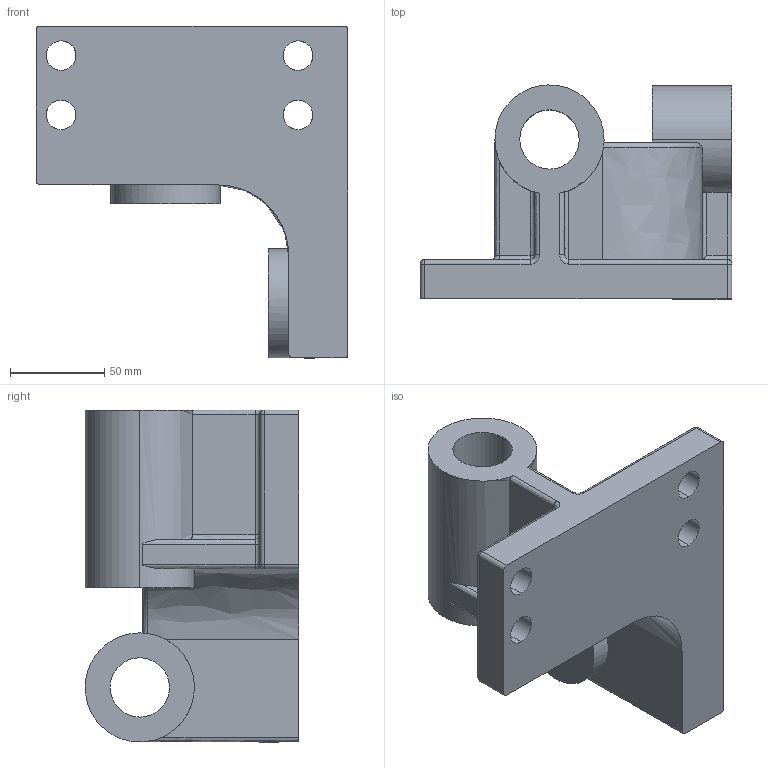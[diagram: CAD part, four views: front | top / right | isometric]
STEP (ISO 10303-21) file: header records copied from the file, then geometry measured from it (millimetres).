
FILE_DESCRIPTION(('FreeCAD Model'),'2;1');
FILE_NAME('Open CASCADE Shape Model','2025-05-09T07:51:36',('FreeCAD'),( 'FreeCAD'),'Open CASCADE STEP processor 7.6','FreeCAD','Unknown');
FILE_SCHEMA(('AUTOMOTIVE_DESIGN { 1 0 10303 214 1 1 1 1 }'));
Length unit declared in the file: millimetre
Products named in the file (1): Open CASCADE STEP translator 7.6 1
Bounding box: 164.99 x 112.99 x 175.71 mm (x, y, z)
Volume: 771156.3 mm3; surface area: 112833.4 mm2
Topology: 1 solids, 1 shells, 85 faces, 222 edges, 134 vertices
Faces by surface type: bspline 85
Entity records: 2732 total; most frequent: CARTESIAN_POINT 1511, ORIENTED_EDGE 434, EDGE_CURVE 217, VERTEX_POINT 134, B_SPLINE_CURVE_WITH_KNOTS 116, FACE_BOUND 97, EDGE_LOOP 97, ADVANCED_FACE 85
